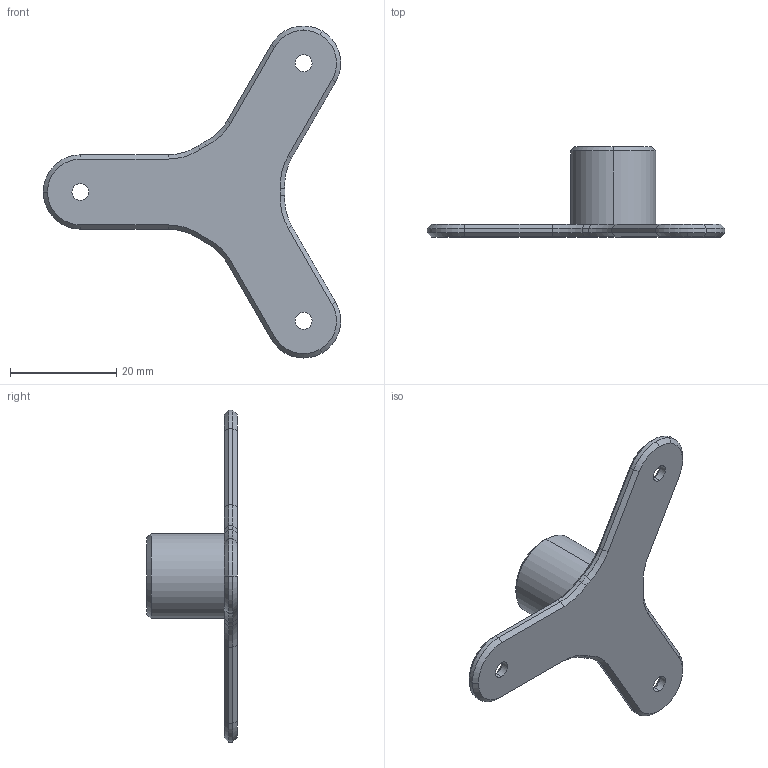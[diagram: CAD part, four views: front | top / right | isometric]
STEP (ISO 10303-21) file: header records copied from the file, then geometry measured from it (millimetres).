
FILE_DESCRIPTION (( 'STEP AP214' ), '1' );
FILE_NAME ('RSB-01_AXIS-MAIN.STEP', '2024-06-10T14:12:37', ( '' ), ( '' ), 'SwSTEP 2.0', 'SolidWorks 2020', '' );
FILE_SCHEMA (( 'AUTOMOTIVE_DESIGN' ));
Length unit declared in the file: millimetre
Products named in the file (1): RSB-01_AXIS-MAIN
Bounding box: 56 x 17 x 62.5 mm (x, y, z)
Volume: 5281.8 mm3; surface area: 4004.7 mm2
Topology: 1 solids, 1 shells, 95 faces, 215 edges, 125 vertices
Faces by surface type: cone 44, cylinder 28, plane 23
Entity records: 2676 total; most frequent: DIRECTION 508, CARTESIAN_POINT 436, ORIENTED_EDGE 430, EDGE_CURVE 215, AXIS2_PLACEMENT_3D 197, VERTEX_POINT 125, VECTOR 114, LINE 114
